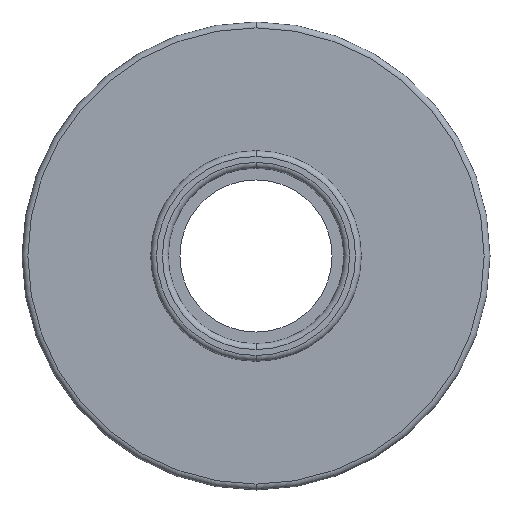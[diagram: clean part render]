
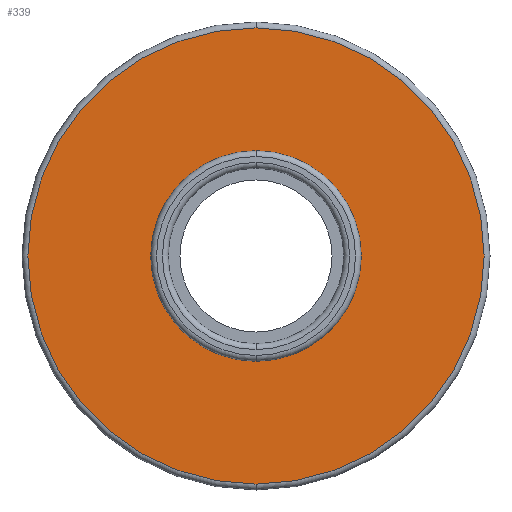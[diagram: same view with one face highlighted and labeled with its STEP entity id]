
A CAD part, front view. The second image highlights one B-rep face of the part: STEP entity #339.
In plain terms, the highlighted planar face has unit normal (0, -1, 0).
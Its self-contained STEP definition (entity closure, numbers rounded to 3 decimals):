
#3 = AXIS2_PLACEMENT_3D ( 'NONE', #347, #403, #31 ) ;
#11 = CARTESIAN_POINT ( 'NONE',  ( 0., 8., 0. ) ) ;
#21 = VERTEX_POINT ( 'NONE', #179 ) ;
#31 = DIRECTION ( 'NONE',  ( 0., 0., 1. ) ) ;
#66 = DIRECTION ( 'NONE',  ( 0., 1., 0. ) ) ;
#81 = FACE_OUTER_BOUND ( 'NONE', #215, .T. ) ;
#99 = DIRECTION ( 'NONE',  ( 0., 0., 1. ) ) ;
#105 = EDGE_CURVE ( 'NONE', #133, #531, #341, .T. ) ;
#120 = EDGE_CURVE ( 'NONE', #21, #270, #478, .T. ) ;
#122 = CARTESIAN_POINT ( 'NONE',  ( 0., 8., 0. ) ) ;
#133 = VERTEX_POINT ( 'NONE', #579 ) ;
#173 = DIRECTION ( 'NONE',  ( 0., 0., 1. ) ) ;
#179 = CARTESIAN_POINT ( 'NONE',  ( 0., 8., 9. ) ) ;
#202 = AXIS2_PLACEMENT_3D ( 'NONE', #11, #484, #99 ) ;
#215 = EDGE_LOOP ( 'NONE', ( #517, #439 ) ) ;
#221 = AXIS2_PLACEMENT_3D ( 'NONE', #122, #460, #173 ) ;
#245 = EDGE_CURVE ( 'NONE', #531, #133, #383, .T. ) ;
#254 = CARTESIAN_POINT ( 'NONE',  ( 0., 8., -9. ) ) ;
#270 = VERTEX_POINT ( 'NONE', #254 ) ;
#276 = CARTESIAN_POINT ( 'NONE',  ( 0., 8., -19.5 ) ) ;
#297 = AXIS2_PLACEMENT_3D ( 'NONE', #375, #66, #377 ) ;
#330 = DIRECTION ( 'NONE',  ( 0., 0., 1. ) ) ;
#339 = ADVANCED_FACE ( 'NONE', ( #81, #352 ), #503, .F. ) ;
#341 = CIRCLE ( 'NONE', #202, 19.5 ) ;
#347 = CARTESIAN_POINT ( 'NONE',  ( 0., 8., 0. ) ) ;
#352 = FACE_BOUND ( 'NONE', #612, .T. ) ;
#368 = AXIS2_PLACEMENT_3D ( 'NONE', #577, #485, #330 ) ;
#370 = CIRCLE ( 'NONE', #297, 9. ) ;
#375 = CARTESIAN_POINT ( 'NONE',  ( 0., 8., 0. ) ) ;
#377 = DIRECTION ( 'NONE',  ( 0., 0., 1. ) ) ;
#383 = CIRCLE ( 'NONE', #3, 19.5 ) ;
#403 = DIRECTION ( 'NONE',  ( 0., -1., 0. ) ) ;
#439 = ORIENTED_EDGE ( 'NONE', *, *, #245, .T. ) ;
#460 = DIRECTION ( 'NONE',  ( 0., 1., 0. ) ) ;
#478 = CIRCLE ( 'NONE', #368, 9. ) ;
#484 = DIRECTION ( 'NONE',  ( 0., -1., 0. ) ) ;
#485 = DIRECTION ( 'NONE',  ( 0., 1., 0. ) ) ;
#503 = PLANE ( 'NONE',  #221 ) ;
#517 = ORIENTED_EDGE ( 'NONE', *, *, #105, .T. ) ;
#525 = EDGE_CURVE ( 'NONE', #270, #21, #370, .T. ) ;
#531 = VERTEX_POINT ( 'NONE', #276 ) ;
#548 = ORIENTED_EDGE ( 'NONE', *, *, #525, .T. ) ;
#577 = CARTESIAN_POINT ( 'NONE',  ( 0., 8., 0. ) ) ;
#579 = CARTESIAN_POINT ( 'NONE',  ( 0., 8., 19.5 ) ) ;
#604 = ORIENTED_EDGE ( 'NONE', *, *, #120, .T. ) ;
#612 = EDGE_LOOP ( 'NONE', ( #604, #548 ) ) ;
